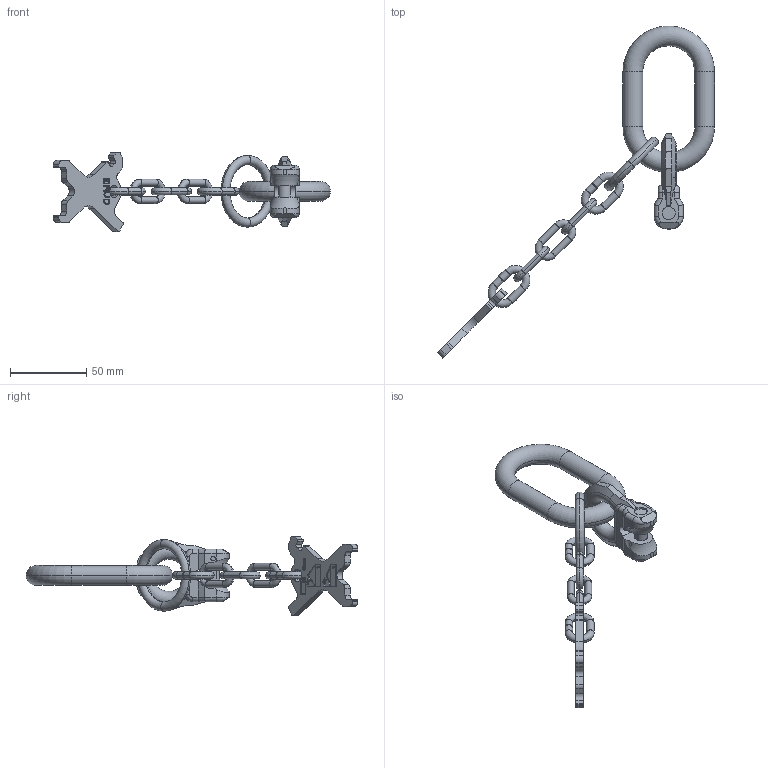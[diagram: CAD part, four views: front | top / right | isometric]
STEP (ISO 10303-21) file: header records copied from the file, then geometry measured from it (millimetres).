
FILE_DESCRIPTION((''),'2;1');
FILE_NAME('001-M34546-P-1_ASM','2014-01-09T',('Andreas.Wendler'),(''),'PRO/ENGINEER BY PARAMETRIC TECHNOLOGY CORPORATION, 2010140','PRO/ENGINEER BY PARAMETRIC TECHNOLOGY CORPORATION, 2010140','');
FILE_SCHEMA(('CONFIG_CONTROL_DESIGN'));
Length unit declared in the file: millimetre
Products named in the file (8): 001-M34546-P-1; 001-M34511-P-1; 001-M31128-V01; 001-M31129-P-3; 001-M33743-001; 001-M31130-003_ASM; 001-M33457-P-1; 001-M34546-P-1_ASM
Assembly tree (10 placements, depth 3):
  001-M34546-P-1_ASM
    001-M34546-P-1
    001-M34511-P-1
    001-M31128-V01
    001-M31129-P-3  x2
    001-M31130-003_ASM
      001-M33743-001  x3
    001-M33457-P-1
Bounding box: 181.46 x 217.46 x 52.27 mm (x, y, z)
Volume: 65463 mm3; surface area: 27366.1 mm2
Topology: 9 solids, 9 shells, 1008 faces, 2785 edges, 1831 vertices
Faces by surface type: plane 827, cylinder 135, torus 36, bspline 8, cone 2
Entity records: 31632 total; most frequent: CARTESIAN_POINT 6147, ORIENTED_EDGE 5462, DIRECTION 4912, EDGE_CURVE 2731, VECTOR 2404, LINE 2404, VERTEX_POINT 1803, AXIS2_PLACEMENT_3D 1254
